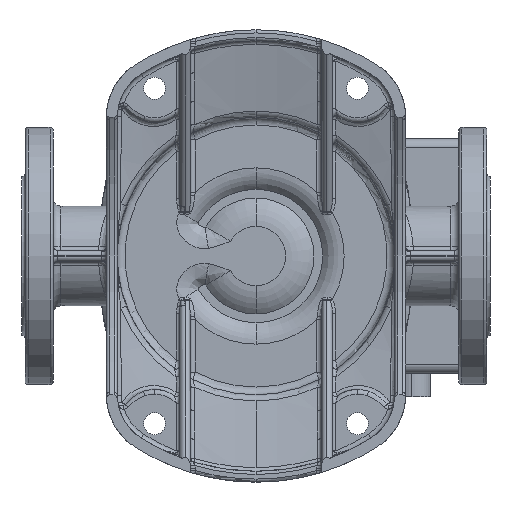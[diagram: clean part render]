
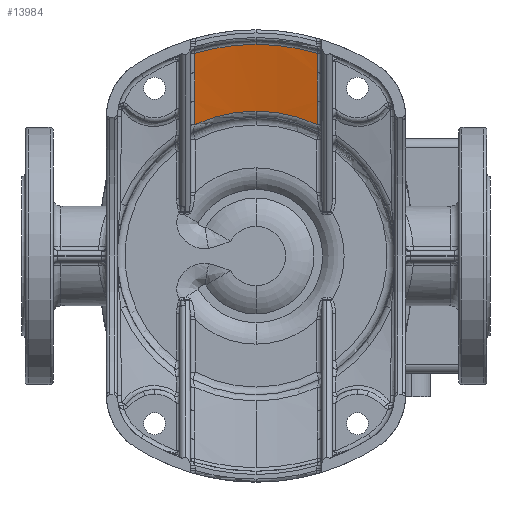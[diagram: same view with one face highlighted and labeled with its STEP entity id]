
A CAD part, front view. The second image highlights one B-rep face of the part: STEP entity #13984.
In plain terms, the highlighted conical face has half-angle 77 degrees and reference radius 38.425 mm.
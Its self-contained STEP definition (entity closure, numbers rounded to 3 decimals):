
#526 = CARTESIAN_POINT ( 'NONE',  ( 39.249, 35.2, 99.022 ) ) ;
#1054 = B_SPLINE_CURVE_WITH_KNOTS ( 'NONE', 3,
 ( #11059, #39294, #28643, #22789, #27922, #50271, #11423 ),
 .UNSPECIFIED., .F., .F.,
 ( 4, 3, 4 ),
 ( 0., 0.006, 0.013 ),
 .UNSPECIFIED. ) ;
#1851 = CIRCLE ( 'NONE', #5364, 135.675 ) ;
#2196 = DIRECTION ( 'NONE',  ( 0., 0., -1. ) ) ;
#2803 = CARTESIAN_POINT ( 'NONE',  ( -39.272, 37.382, 88.791 ) ) ;
#2837 = AXIS2_PLACEMENT_3D ( 'NONE', #8955, #8591, #52617 ) ;
#3316 = EDGE_CURVE ( 'NONE', #41332, #30361, #51630, .T. ) ;
#3511 = CARTESIAN_POINT ( 'NONE',  ( -39.285, 38.35, 84.157 ) ) ;
#4613 = CARTESIAN_POINT ( 'NONE',  ( -39.214, 31.209, 117.43 ) ) ;
#4682 = VERTEX_POINT ( 'NONE', #61289 ) ;
#4719 = DIRECTION ( 'NONE',  ( 0., 1., 0. ) ) ;
#5364 = AXIS2_PLACEMENT_3D ( 'NONE', #29717, #63058, #2196 ) ;
#6445 = ORIENTED_EDGE ( 'NONE', *, *, #10207, .T. ) ;
#7084 = ORIENTED_EDGE ( 'NONE', *, *, #31448, .T. ) ;
#8591 = DIRECTION ( 'NONE',  ( 0., -1., 0. ) ) ;
#8955 = CARTESIAN_POINT ( 'NONE',  ( 0., 28.469, 0. ) ) ;
#9031 = ORIENTED_EDGE ( 'NONE', *, *, #3316, .T. ) ;
#10207 = EDGE_CURVE ( 'NONE', #41442, #70664, #66046, .T. ) ;
#11059 = CARTESIAN_POINT ( 'NONE',  ( 39.214, 31.209, 117.43 ) ) ;
#11226 = CARTESIAN_POINT ( 'NONE',  ( -39.207, 30.245, 121.831 ) ) ;
#11423 = CARTESIAN_POINT ( 'NONE',  ( 39.195, 28.469, 129.89 ) ) ;
#11431 = CARTESIAN_POINT ( 'NONE',  ( -39.214, 31.209, 117.43 ) ) ;
#11633 = VERTEX_POINT ( 'NONE', #19375 ) ;
#12363 = ORIENTED_EDGE ( 'NONE', *, *, #48001, .T. ) ;
#12870 = DIRECTION ( 'NONE',  ( 0., 0., -1. ) ) ;
#13984 = ADVANCED_FACE ( 'NONE', ( #45636 ), #62426, .F. ) ;
#16832 = CARTESIAN_POINT ( 'NONE',  ( 0., 38.35, 0. ) ) ;
#16953 = ORIENTED_EDGE ( 'NONE', *, *, #51403, .T. ) ;
#17414 = DIRECTION ( 'NONE',  ( 0., 0., -1. ) ) ;
#19375 = CARTESIAN_POINT ( 'NONE',  ( 39.214, 31.209, 117.43 ) ) ;
#20591 = B_SPLINE_CURVE_WITH_KNOTS ( 'NONE', 3,
 ( #52942, #25080, #58788, #57363 ),
 .UNSPECIFIED., .F., .F.,
 ( 4, 4 ),
 ( 0., 1. ),
 .UNSPECIFIED. ) ;
#22326 = CARTESIAN_POINT ( 'NONE',  ( -39.214, 31.209, 117.43 ) ) ;
#22789 = CARTESIAN_POINT ( 'NONE',  ( 39.205, 29.924, 123.29 ) ) ;
#23045 = CARTESIAN_POINT ( 'NONE',  ( -39.236, 33.98, 104.715 ) ) ;
#23244 = B_SPLINE_CURVE_WITH_KNOTS ( 'NONE', 3,
 ( #66889, #56983, #33174, #526 ),
 .UNSPECIFIED., .F., .F.,
 ( 4, 4 ),
 ( 0., 1. ),
 .UNSPECIFIED. ) ;
#25080 = CARTESIAN_POINT ( 'NONE',  ( 39.236, 33.98, 104.715 ) ) ;
#26991 = CARTESIAN_POINT ( 'NONE',  ( -39.21, 30.728, 119.63 ) ) ;
#27090 = CARTESIAN_POINT ( 'NONE',  ( -39.225, 32.649, 110.85 ) ) ;
#27922 = CARTESIAN_POINT ( 'NONE',  ( 39.201, 29.44, 125.49 ) ) ;
#28026 = B_SPLINE_CURVE_WITH_KNOTS ( 'NONE', 3,
 ( #48970, #66569, #71320, #66204, #11226, #26991, #4613 ),
 .UNSPECIFIED., .F., .F.,
 ( 4, 3, 4 ),
 ( 0., 0.006, 0.013 ),
 .UNSPECIFIED. ) ;
#28643 = CARTESIAN_POINT ( 'NONE',  ( 39.207, 30.353, 121.337 ) ) ;
#29500 = CARTESIAN_POINT ( 'NONE',  ( 0., 50.921, 0. ) ) ;
#29622 = CARTESIAN_POINT ( 'NONE',  ( -39.285, 38.35, 84.157 ) ) ;
#29717 = CARTESIAN_POINT ( 'NONE',  ( 0., 28.469, 0. ) ) ;
#30361 = VERTEX_POINT ( 'NONE', #47130 ) ;
#31448 = EDGE_CURVE ( 'NONE', #30361, #59075, #23244, .T. ) ;
#33174 = CARTESIAN_POINT ( 'NONE',  ( 39.26, 36.332, 93.746 ) ) ;
#33589 = CARTESIAN_POINT ( 'NONE',  ( -39.195, 28.469, 129.89 ) ) ;
#34864 = CARTESIAN_POINT ( 'NONE',  ( 0., 38.35, 0. ) ) ;
#38832 = CARTESIAN_POINT ( 'NONE',  ( -39.249, 35.2, 99.022 ) ) ;
#39294 = CARTESIAN_POINT ( 'NONE',  ( 39.211, 30.782, 119.383 ) ) ;
#39490 = ORIENTED_EDGE ( 'NONE', *, *, #57809, .T. ) ;
#39968 = AXIS2_PLACEMENT_3D ( 'NONE', #16832, #4719, #54949 ) ;
#40243 = CARTESIAN_POINT ( 'NONE',  ( -39.26, 36.332, 93.746 ) ) ;
#41332 = VERTEX_POINT ( 'NONE', #68607 ) ;
#41442 = VERTEX_POINT ( 'NONE', #68968 ) ;
#45636 = FACE_OUTER_BOUND ( 'NONE', #50300, .T. ) ;
#47130 = CARTESIAN_POINT ( 'NONE',  ( 39.285, 38.35, 84.157 ) ) ;
#48001 = EDGE_CURVE ( 'NONE', #11633, #62352, #1054, .T. ) ;
#48970 = CARTESIAN_POINT ( 'NONE',  ( -39.195, 28.469, 129.89 ) ) ;
#50271 = CARTESIAN_POINT ( 'NONE',  ( 39.198, 28.955, 127.69 ) ) ;
#50284 = VERTEX_POINT ( 'NONE', #29622 ) ;
#50300 = EDGE_LOOP ( 'NONE', ( #39490, #9031, #7084, #53335, #12363, #57025, #6445, #55150, #16953, #69861 ) ) ;
#50519 = EDGE_CURVE ( 'NONE', #70664, #58902, #28026, .T. ) ;
#51364 = B_SPLINE_CURVE_WITH_KNOTS ( 'NONE', 3,
 ( #53038, #40243, #2803, #3511 ),
 .UNSPECIFIED., .F., .F.,
 ( 4, 4 ),
 ( 0., 1. ),
 .UNSPECIFIED. ) ;
#51403 = EDGE_CURVE ( 'NONE', #58902, #4682, #57744, .T. ) ;
#51630 = CIRCLE ( 'NONE', #39968, 92.875 ) ;
#52617 = DIRECTION ( 'NONE',  ( 0., 0., -1. ) ) ;
#52942 = CARTESIAN_POINT ( 'NONE',  ( 39.249, 35.2, 99.022 ) ) ;
#53038 = CARTESIAN_POINT ( 'NONE',  ( -39.249, 35.2, 99.022 ) ) ;
#53335 = ORIENTED_EDGE ( 'NONE', *, *, #65592, .T. ) ;
#53878 = CARTESIAN_POINT ( 'NONE',  ( 39.249, 35.2, 99.022 ) ) ;
#54644 = EDGE_CURVE ( 'NONE', #4682, #50284, #51364, .T. ) ;
#54949 = DIRECTION ( 'NONE',  ( 0., 0., -1. ) ) ;
#55150 = ORIENTED_EDGE ( 'NONE', *, *, #50519, .T. ) ;
#56983 = CARTESIAN_POINT ( 'NONE',  ( 39.272, 37.382, 88.791 ) ) ;
#57025 = ORIENTED_EDGE ( 'NONE', *, *, #68422, .T. ) ;
#57363 = CARTESIAN_POINT ( 'NONE',  ( 39.214, 31.209, 117.43 ) ) ;
#57744 = B_SPLINE_CURVE_WITH_KNOTS ( 'NONE', 3,
 ( #22326, #27090, #23045, #38832 ),
 .UNSPECIFIED., .F., .F.,
 ( 4, 4 ),
 ( 0., 1. ),
 .UNSPECIFIED. ) ;
#57809 = EDGE_CURVE ( 'NONE', #50284, #41332, #58510, .T. ) ;
#58510 = CIRCLE ( 'NONE', #69015, 92.875 ) ;
#58788 = CARTESIAN_POINT ( 'NONE',  ( 39.225, 32.649, 110.85 ) ) ;
#58902 = VERTEX_POINT ( 'NONE', #11431 ) ;
#59075 = VERTEX_POINT ( 'NONE', #53878 ) ;
#61289 = CARTESIAN_POINT ( 'NONE',  ( -39.249, 35.2, 99.022 ) ) ;
#61770 = DIRECTION ( 'NONE',  ( 0., -1., 0. ) ) ;
#62352 = VERTEX_POINT ( 'NONE', #65876 ) ;
#62426 = CONICAL_SURFACE ( 'NONE', #67126, 38.425, 1.344 ) ;
#63058 = DIRECTION ( 'NONE',  ( 0., -1., 0. ) ) ;
#63071 = DIRECTION ( 'NONE',  ( 0., 1., 0. ) ) ;
#65592 = EDGE_CURVE ( 'NONE', #59075, #11633, #20591, .T. ) ;
#65876 = CARTESIAN_POINT ( 'NONE',  ( 39.195, 28.469, 129.89 ) ) ;
#66046 = CIRCLE ( 'NONE', #2837, 135.675 ) ;
#66204 = CARTESIAN_POINT ( 'NONE',  ( -39.203, 29.761, 124.031 ) ) ;
#66569 = CARTESIAN_POINT ( 'NONE',  ( -39.198, 28.9, 127.937 ) ) ;
#66889 = CARTESIAN_POINT ( 'NONE',  ( 39.285, 38.35, 84.157 ) ) ;
#67126 = AXIS2_PLACEMENT_3D ( 'NONE', #29500, #61770, #17414 ) ;
#68422 = EDGE_CURVE ( 'NONE', #62352, #41442, #1851, .T. ) ;
#68607 = CARTESIAN_POINT ( 'NONE',  ( 0., 38.35, 92.875 ) ) ;
#68968 = CARTESIAN_POINT ( 'NONE',  ( 0., 28.469, 135.675 ) ) ;
#69015 = AXIS2_PLACEMENT_3D ( 'NONE', #34864, #63071, #12870 ) ;
#69861 = ORIENTED_EDGE ( 'NONE', *, *, #54644, .T. ) ;
#70664 = VERTEX_POINT ( 'NONE', #33589 ) ;
#71320 = CARTESIAN_POINT ( 'NONE',  ( -39.2, 29.331, 125.984 ) ) ;
